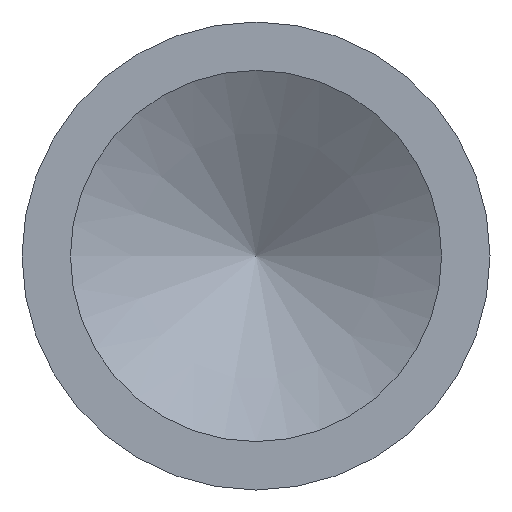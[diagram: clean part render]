
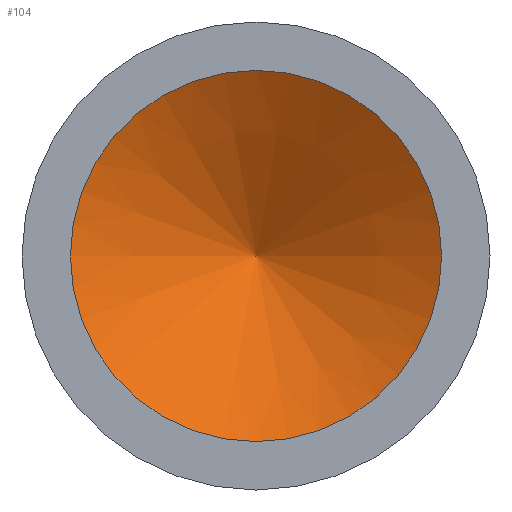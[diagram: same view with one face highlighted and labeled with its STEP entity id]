
A CAD part, front view. The second image highlights one B-rep face of the part: STEP entity #104.
In plain terms, the highlighted conical face has half-angle 60 degrees and reference radius 0 mm.
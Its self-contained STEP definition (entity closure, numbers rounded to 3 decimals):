
#42=VERTEX_LOOP('',#291);
#56=CONICAL_SURFACE('',#397,0.,60.);
#104=ADVANCED_FACE('',(#145,#146),#56,.F.);
#145=FACE_BOUND('',#42,.T.);
#146=FACE_BOUND('',#187,.T.);
#187=EDGE_LOOP('',(#257));
#257=ORIENTED_EDGE('',*,*,#327,.T.);
#291=VERTEX_POINT('',#629);
#292=VERTEX_POINT('',#631);
#327=EDGE_CURVE('',#292,#292,#352,.T.);
#352=CIRCLE('',#396,2.3);
#396=AXIS2_PLACEMENT_3D('',#630,#495,#496);
#397=AXIS2_PLACEMENT_3D('',#632,#497,#498);
#495=DIRECTION('',(0.,-1.,0.));
#496=DIRECTION('',(0.,0.,-1.));
#497=DIRECTION('',(0.,-1.,0.));
#498=DIRECTION('',(1.,0.,0.));
#629=CARTESIAN_POINT('',(0.07,-5.895,0.));
#630=CARTESIAN_POINT('',(0.07,-7.223,0.));
#631=CARTESIAN_POINT('',(0.07,-7.223,-2.3));
#632=CARTESIAN_POINT('',(0.07,-5.895,0.));
